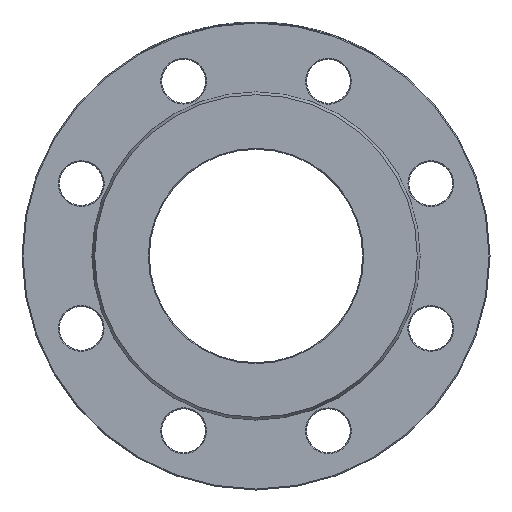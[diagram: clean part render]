
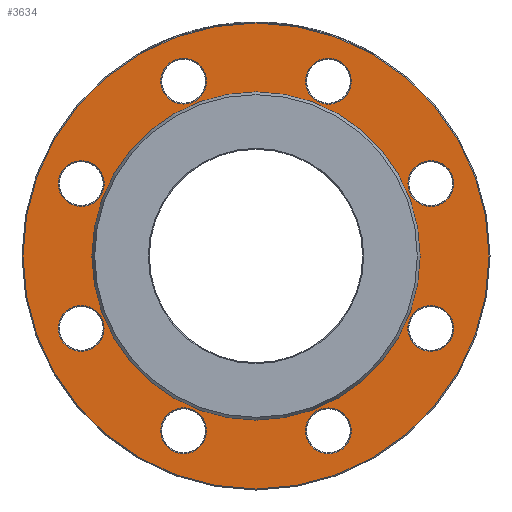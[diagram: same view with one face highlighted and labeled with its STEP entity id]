
A CAD part, left-side view. The second image highlights one B-rep face of the part: STEP entity #3634.
In plain terms, the highlighted planar face has unit normal (-1, 0, 0).
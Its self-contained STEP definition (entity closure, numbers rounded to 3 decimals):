
#62 = EDGE_CURVE ( 'NONE', #4554, #4554, #6795, .T. ) ;
#118 = DIRECTION ( 'NONE',  ( 0., -0.707, 0.707 ) ) ;
#151 = CIRCLE ( 'NONE', #763, 11.5 ) ;
#202 = DIRECTION ( 'NONE',  ( -1., 0., 0. ) ) ;
#231 = EDGE_LOOP ( 'NONE', ( #4381 ) ) ;
#316 = DIRECTION ( 'NONE',  ( -1., 0., 0. ) ) ;
#371 = CIRCLE ( 'NONE', #1372, 82.399 ) ;
#426 = EDGE_LOOP ( 'NONE', ( #7074 ) ) ;
#427 = EDGE_CURVE ( 'NONE', #5285, #5285, #4922, .T. ) ;
#574 = FACE_BOUND ( 'NONE', #6994, .T. ) ;
#641 = DIRECTION ( 'NONE',  ( 0., 0.707, 0.707 ) ) ;
#642 = CIRCLE ( 'NONE', #3088, 11.5 ) ;
#686 = FACE_BOUND ( 'NONE', #3693, .T. ) ;
#763 = AXIS2_PLACEMENT_3D ( 'NONE', #6062, #1116, #7547 ) ;
#961 = EDGE_CURVE ( 'NONE', #1184, #1184, #6478, .T. ) ;
#1116 = DIRECTION ( 'NONE',  ( 1., 0., 0. ) ) ;
#1156 = FACE_OUTER_BOUND ( 'NONE', #2944, .T. ) ;
#1184 = VERTEX_POINT ( 'NONE', #5828 ) ;
#1186 = CARTESIAN_POINT ( 'NONE',  ( 3., -36.355, 87.769 ) ) ;
#1195 = EDGE_CURVE ( 'NONE', #1802, #1802, #7566, .T. ) ;
#1323 = DIRECTION ( 'NONE',  ( 1., 0., 0. ) ) ;
#1337 = CARTESIAN_POINT ( 'NONE',  ( 3., -47.855, -87.769 ) ) ;
#1368 = CARTESIAN_POINT ( 'NONE',  ( 3., -36.355, -87.769 ) ) ;
#1372 = AXIS2_PLACEMENT_3D ( 'NONE', #6301, #316, #2640 ) ;
#1377 = CARTESIAN_POINT ( 'NONE',  ( 3., -87.769, 47.855 ) ) ;
#1389 = DIRECTION ( 'NONE',  ( 0., 1., 0. ) ) ;
#1408 = DIRECTION ( 'NONE',  ( 0., 0., -1. ) ) ;
#1420 = CARTESIAN_POINT ( 'NONE',  ( 3., 47.855, 87.769 ) ) ;
#1590 = DIRECTION ( 'NONE',  ( 0., 0., -1. ) ) ;
#1597 = DIRECTION ( 'NONE',  ( 0., 0.707, -0.707 ) ) ;
#1734 = CIRCLE ( 'NONE', #5532, 11.5 ) ;
#1756 = EDGE_LOOP ( 'NONE', ( #5186 ) ) ;
#1802 = VERTEX_POINT ( 'NONE', #6909 ) ;
#1955 = CARTESIAN_POINT ( 'NONE',  ( 3., -28.223, 95.9 ) ) ;
#2006 = AXIS2_PLACEMENT_3D ( 'NONE', #1368, #4160, #6045 ) ;
#2102 = AXIS2_PLACEMENT_3D ( 'NONE', #5334, #2430, #1389 ) ;
#2126 = CARTESIAN_POINT ( 'NONE',  ( 3., 36.355, -87.769 ) ) ;
#2172 = DIRECTION ( 'NONE',  ( 1., 0., 0. ) ) ;
#2419 = VERTEX_POINT ( 'NONE', #4871 ) ;
#2430 = DIRECTION ( 'NONE',  ( 1., 0., 0. ) ) ;
#2456 = CARTESIAN_POINT ( 'NONE',  ( 3., 87.769, -47.855 ) ) ;
#2519 = EDGE_LOOP ( 'NONE', ( #4278 ) ) ;
#2598 = AXIS2_PLACEMENT_3D ( 'NONE', #5017, #6861, #1597 ) ;
#2618 = ORIENTED_EDGE ( 'NONE', *, *, #427, .T. ) ;
#2640 = DIRECTION ( 'NONE',  ( 0., 0., 1. ) ) ;
#2727 = ORIENTED_EDGE ( 'NONE', *, *, #4572, .T. ) ;
#2747 = CARTESIAN_POINT ( 'NONE',  ( 3., 87.769, -36.355 ) ) ;
#2786 = ORIENTED_EDGE ( 'NONE', *, *, #4808, .F. ) ;
#2944 = EDGE_LOOP ( 'NONE', ( #7265 ) ) ;
#3031 = PLANE ( 'NONE',  #3193 ) ;
#3088 = AXIS2_PLACEMENT_3D ( 'NONE', #1186, #3598, #641 ) ;
#3136 = VERTEX_POINT ( 'NONE', #1337 ) ;
#3193 = AXIS2_PLACEMENT_3D ( 'NONE', #4141, #4724, #5373 ) ;
#3339 = DIRECTION ( 'NONE',  ( 1., 0., 0. ) ) ;
#3451 = CIRCLE ( 'NONE', #2006, 11.5 ) ;
#3479 = CARTESIAN_POINT ( 'NONE',  ( 3., 95.9, 28.223 ) ) ;
#3496 = ORIENTED_EDGE ( 'NONE', *, *, #1195, .T. ) ;
#3598 = DIRECTION ( 'NONE',  ( 1., 0., 0. ) ) ;
#3608 = FACE_BOUND ( 'NONE', #1756, .T. ) ;
#3634 = ADVANCED_FACE ( 'NONE', ( #5837, #574, #3608, #5951, #5912, #4798, #7043, #6415, #1156, #686 ), #3031, .F. ) ;
#3693 = EDGE_LOOP ( 'NONE', ( #2786 ) ) ;
#3775 = EDGE_LOOP ( 'NONE', ( #2727 ) ) ;
#4141 = CARTESIAN_POINT ( 'NONE',  ( 3., 82.399, 0. ) ) ;
#4160 = DIRECTION ( 'NONE',  ( 1., 0., 0. ) ) ;
#4247 = VERTEX_POINT ( 'NONE', #1377 ) ;
#4278 = ORIENTED_EDGE ( 'NONE', *, *, #5881, .T. ) ;
#4306 = CIRCLE ( 'NONE', #2102, 11.5 ) ;
#4381 = ORIENTED_EDGE ( 'NONE', *, *, #961, .T. ) ;
#4448 = AXIS2_PLACEMENT_3D ( 'NONE', #6148, #202, #1408 ) ;
#4554 = VERTEX_POINT ( 'NONE', #5325 ) ;
#4572 = EDGE_CURVE ( 'NONE', #6525, #6525, #1734, .T. ) ;
#4724 = DIRECTION ( 'NONE',  ( 1., 0., 0. ) ) ;
#4798 = FACE_BOUND ( 'NONE', #426, .T. ) ;
#4808 = EDGE_CURVE ( 'NONE', #2419, #2419, #371, .T. ) ;
#4871 = CARTESIAN_POINT ( 'NONE',  ( 3., 0., 82.399 ) ) ;
#4914 = EDGE_LOOP ( 'NONE', ( #2618 ) ) ;
#4922 = CIRCLE ( 'NONE', #2598, 11.5 ) ;
#4954 = EDGE_CURVE ( 'NONE', #6600, #6600, #4306, .T. ) ;
#5017 = CARTESIAN_POINT ( 'NONE',  ( 3., 87.769, 36.355 ) ) ;
#5186 = ORIENTED_EDGE ( 'NONE', *, *, #6110, .T. ) ;
#5285 = VERTEX_POINT ( 'NONE', #3479 ) ;
#5325 = CARTESIAN_POINT ( 'NONE',  ( 3., 0., -117. ) ) ;
#5334 = CARTESIAN_POINT ( 'NONE',  ( 3., 36.355, 87.769 ) ) ;
#5373 = DIRECTION ( 'NONE',  ( 0., 0., -1. ) ) ;
#5475 = AXIS2_PLACEMENT_3D ( 'NONE', #2126, #3339, #6774 ) ;
#5532 = AXIS2_PLACEMENT_3D ( 'NONE', #2747, #2172, #1590 ) ;
#5828 = CARTESIAN_POINT ( 'NONE',  ( 3., -95.9, -28.223 ) ) ;
#5837 = FACE_BOUND ( 'NONE', #4914, .T. ) ;
#5881 = EDGE_CURVE ( 'NONE', #4247, #4247, #151, .T. ) ;
#5912 = FACE_BOUND ( 'NONE', #231, .T. ) ;
#5951 = FACE_BOUND ( 'NONE', #2519, .T. ) ;
#6045 = DIRECTION ( 'NONE',  ( 0., -1., 0. ) ) ;
#6062 = CARTESIAN_POINT ( 'NONE',  ( 3., -87.769, 36.355 ) ) ;
#6110 = EDGE_CURVE ( 'NONE', #6638, #6638, #642, .T. ) ;
#6148 = CARTESIAN_POINT ( 'NONE',  ( 3., 0., 0. ) ) ;
#6226 = AXIS2_PLACEMENT_3D ( 'NONE', #7090, #1323, #118 ) ;
#6301 = CARTESIAN_POINT ( 'NONE',  ( 3., 0., 0. ) ) ;
#6415 = FACE_BOUND ( 'NONE', #3775, .T. ) ;
#6478 = CIRCLE ( 'NONE', #6226, 11.5 ) ;
#6508 = EDGE_LOOP ( 'NONE', ( #3496 ) ) ;
#6525 = VERTEX_POINT ( 'NONE', #2456 ) ;
#6600 = VERTEX_POINT ( 'NONE', #1420 ) ;
#6638 = VERTEX_POINT ( 'NONE', #1955 ) ;
#6774 = DIRECTION ( 'NONE',  ( 0., -0.707, -0.707 ) ) ;
#6795 = CIRCLE ( 'NONE', #4448, 117. ) ;
#6861 = DIRECTION ( 'NONE',  ( 1., 0., 0. ) ) ;
#6909 = CARTESIAN_POINT ( 'NONE',  ( 3., 28.223, -95.9 ) ) ;
#6923 = EDGE_CURVE ( 'NONE', #3136, #3136, #3451, .T. ) ;
#6994 = EDGE_LOOP ( 'NONE', ( #7262 ) ) ;
#7043 = FACE_BOUND ( 'NONE', #6508, .T. ) ;
#7074 = ORIENTED_EDGE ( 'NONE', *, *, #6923, .T. ) ;
#7090 = CARTESIAN_POINT ( 'NONE',  ( 3., -87.769, -36.355 ) ) ;
#7262 = ORIENTED_EDGE ( 'NONE', *, *, #4954, .T. ) ;
#7265 = ORIENTED_EDGE ( 'NONE', *, *, #62, .T. ) ;
#7547 = DIRECTION ( 'NONE',  ( 0., 0., 1. ) ) ;
#7566 = CIRCLE ( 'NONE', #5475, 11.5 ) ;
